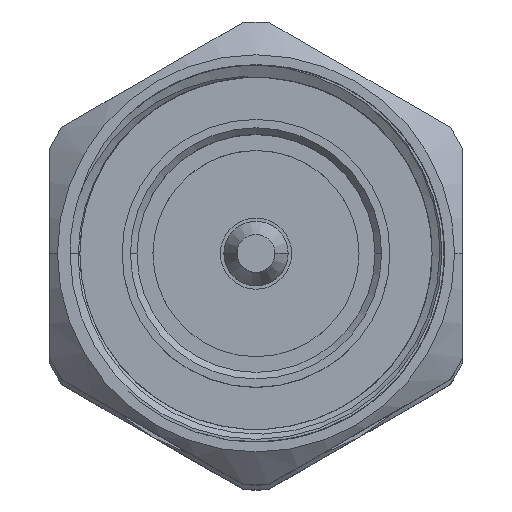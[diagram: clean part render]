
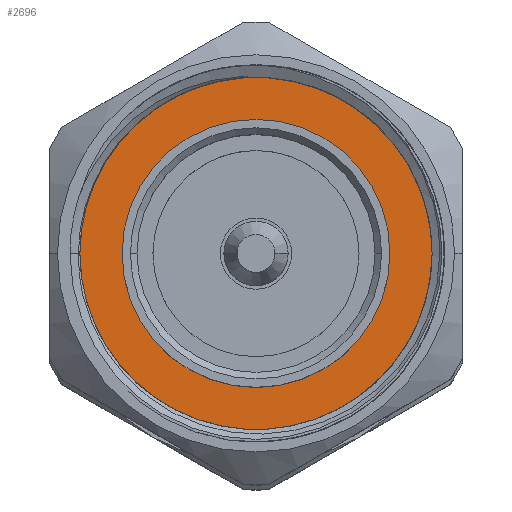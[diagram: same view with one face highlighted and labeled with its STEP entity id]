
A CAD part, top view. The second image highlights one B-rep face of the part: STEP entity #2696.
In plain terms, the highlighted face is planar.
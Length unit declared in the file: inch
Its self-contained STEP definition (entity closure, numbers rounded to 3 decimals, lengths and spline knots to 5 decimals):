
#131 = VERTEX_POINT ( 'NONE', #3775 ) ;
#208 = ORIENTED_EDGE ( 'NONE', *, *, #841, .F. ) ;
#285 = FACE_BOUND ( 'NONE', #4200, .T. ) ;
#325 = AXIS2_PLACEMENT_3D ( 'NONE', #2021, #2713, #4084 ) ;
#333 = DIRECTION ( 'NONE',  ( -1., 0., 0. ) ) ;
#421 = DIRECTION ( 'NONE',  ( -1., 0., 0. ) ) ;
#495 = EDGE_CURVE ( 'NONE', #2930, #3884, #2097, .T. ) ;
#568 = DIRECTION ( 'NONE',  ( -1., 0., 0. ) ) ;
#699 = PLANE ( 'NONE',  #701 ) ;
#701 = AXIS2_PLACEMENT_3D ( 'NONE', #4042, #4520, #4545 ) ;
#811 = EDGE_LOOP ( 'NONE', ( #3184, #3328 ) ) ;
#812 = DIRECTION ( 'NONE',  ( 0., 0., 1. ) ) ;
#841 = EDGE_CURVE ( 'NONE', #3952, #131, #1598, .T. ) ;
#900 = CARTESIAN_POINT ( 'NONE',  ( 0.39764, 0., -0.40551 ) ) ;
#931 = AXIS2_PLACEMENT_3D ( 'NONE', #3962, #421, #812 ) ;
#1190 = ORIENTED_EDGE ( 'NONE', *, *, #2831, .F. ) ;
#1217 = AXIS2_PLACEMENT_3D ( 'NONE', #2142, #333, #4294 ) ;
#1598 = CIRCLE ( 'NONE', #4234, 0.40551 ) ;
#2021 = CARTESIAN_POINT ( 'NONE',  ( 0.39764, 0., 0. ) ) ;
#2097 = CIRCLE ( 'NONE', #1217, 0.57237 ) ;
#2142 = CARTESIAN_POINT ( 'NONE',  ( 0.39764, 0., 0. ) ) ;
#2337 = CIRCLE ( 'NONE', #325, 0.57237 ) ;
#2452 = EDGE_CURVE ( 'NONE', #3884, #2930, #2337, .T. ) ;
#2649 = CIRCLE ( 'NONE', #931, 0.40551 ) ;
#2685 = CARTESIAN_POINT ( 'NONE',  ( 0.39764, 0., 0.57237 ) ) ;
#2696 = ADVANCED_FACE ( 'NONE', ( #3187, #285 ), #699, .T. ) ;
#2713 = DIRECTION ( 'NONE',  ( -1., 0., 0. ) ) ;
#2831 = EDGE_CURVE ( 'NONE', #131, #3952, #2649, .T. ) ;
#2930 = VERTEX_POINT ( 'NONE', #2685 ) ;
#3066 = CARTESIAN_POINT ( 'NONE',  ( 0.39764, 0., 0. ) ) ;
#3184 = ORIENTED_EDGE ( 'NONE', *, *, #495, .T. ) ;
#3187 = FACE_OUTER_BOUND ( 'NONE', #811, .T. ) ;
#3328 = ORIENTED_EDGE ( 'NONE', *, *, #2452, .T. ) ;
#3775 = CARTESIAN_POINT ( 'NONE',  ( 0.39764, 0., 0.40551 ) ) ;
#3884 = VERTEX_POINT ( 'NONE', #4009 ) ;
#3952 = VERTEX_POINT ( 'NONE', #900 ) ;
#3962 = CARTESIAN_POINT ( 'NONE',  ( 0.39764, 0., 0. ) ) ;
#4009 = CARTESIAN_POINT ( 'NONE',  ( 0.39764, 0., -0.57237 ) ) ;
#4042 = CARTESIAN_POINT ( 'NONE',  ( 0.39764, 0., 0. ) ) ;
#4045 = DIRECTION ( 'NONE',  ( 0., 0., 1. ) ) ;
#4084 = DIRECTION ( 'NONE',  ( 0., 0., 1. ) ) ;
#4200 = EDGE_LOOP ( 'NONE', ( #208, #1190 ) ) ;
#4234 = AXIS2_PLACEMENT_3D ( 'NONE', #3066, #568, #4045 ) ;
#4294 = DIRECTION ( 'NONE',  ( 0., 0., 1. ) ) ;
#4520 = DIRECTION ( 'NONE',  ( -1., 0., 0. ) ) ;
#4545 = DIRECTION ( 'NONE',  ( 0., 0., 1. ) ) ;
